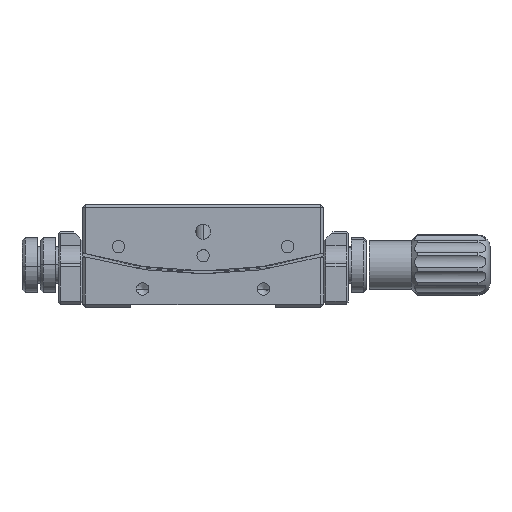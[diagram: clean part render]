
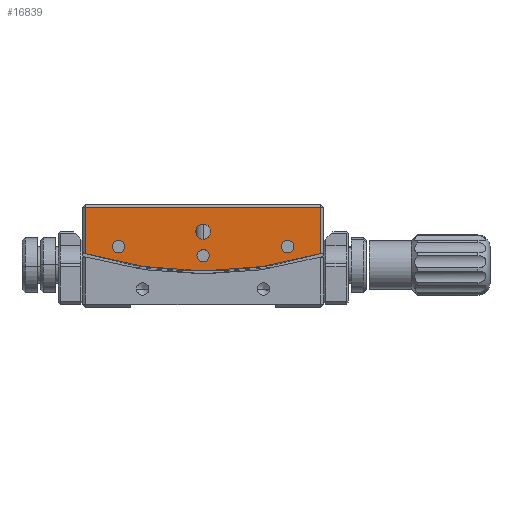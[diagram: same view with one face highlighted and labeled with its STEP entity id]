
A CAD part, top view. The second image highlights one B-rep face of the part: STEP entity #16839.
In plain terms, the highlighted planar face has unit normal (0, 0, 1).
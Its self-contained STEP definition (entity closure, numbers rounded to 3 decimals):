
#1630 = FACE_BOUND ( 'NONE', #34231, .T. ) ;
#2101 = CIRCLE ( 'NONE', #48143, 1.025 ) ;
#2625 = DIRECTION ( 'NONE',  ( 1., 0., 0. ) ) ;
#3433 = EDGE_LOOP ( 'NONE', ( #15876, #25331 ) ) ;
#3641 = CARTESIAN_POINT ( 'NONE',  ( 0., 22.1, 20. ) ) ;
#3938 = CARTESIAN_POINT ( 'NONE',  ( 0., 87.6, 20. ) ) ;
#4044 = VERTEX_POINT ( 'NONE', #38034 ) ;
#4268 = ORIENTED_EDGE ( 'NONE', *, *, #6536, .T. ) ;
#4355 = VERTEX_POINT ( 'NONE', #62253 ) ;
#6536 = EDGE_CURVE ( 'NONE', #67536, #30197, #67861, .T. ) ;
#7426 = EDGE_CURVE ( 'NONE', #4044, #12066, #20378, .T. ) ;
#7690 = CARTESIAN_POINT ( 'NONE',  ( -20., 30.6, 20. ) ) ;
#7867 = CARTESIAN_POINT ( 'NONE',  ( 12.975, 23.613, 20. ) ) ;
#7899 = FACE_BOUND ( 'NONE', #72526, .T. ) ;
#8389 = DIRECTION ( 'NONE',  ( 1., 0., 0. ) ) ;
#9334 = CARTESIAN_POINT ( 'NONE',  ( 14., 23.613, 20. ) ) ;
#9884 = EDGE_CURVE ( 'NONE', #15490, #62819, #33972, .T. ) ;
#10092 = DIRECTION ( 'NONE',  ( 1., 0., 0. ) ) ;
#10422 = AXIS2_PLACEMENT_3D ( 'NONE', #49504, #35399, #42158 ) ;
#10428 = ORIENTED_EDGE ( 'NONE', *, *, #36799, .T. ) ;
#11471 = DIRECTION ( 'NONE',  ( 0., 0., 1. ) ) ;
#12066 = VERTEX_POINT ( 'NONE', #68022 ) ;
#13112 = EDGE_LOOP ( 'NONE', ( #81064, #84070, #10428, #4268 ) ) ;
#13335 = AXIS2_PLACEMENT_3D ( 'NONE', #7690, #48137, #48721 ) ;
#14908 = EDGE_CURVE ( 'NONE', #12066, #4044, #73682, .T. ) ;
#15490 = VERTEX_POINT ( 'NONE', #59918 ) ;
#15673 = AXIS2_PLACEMENT_3D ( 'NONE', #69445, #23075, #35978 ) ;
#15876 = ORIENTED_EDGE ( 'NONE', *, *, #59916, .F. ) ;
#16527 = CIRCLE ( 'NONE', #10422, 1.025 ) ;
#16839 = ADVANCED_FACE ( 'NONE', ( #68720, #7899, #55055, #1630, #52964 ), #81273, .F. ) ;
#17448 = DIRECTION ( 'NONE',  ( 0., -1., 0. ) ) ;
#17692 = VECTOR ( 'NONE', #86584, 1000. ) ;
#18868 = ORIENTED_EDGE ( 'NONE', *, *, #7426, .F. ) ;
#18881 = CARTESIAN_POINT ( 'NONE',  ( -20., 30.1, 20. ) ) ;
#19311 = CARTESIAN_POINT ( 'NONE',  ( 15.025, 23.613, 20. ) ) ;
#20008 = EDGE_CURVE ( 'NONE', #62819, #15490, #63137, .T. ) ;
#20378 = CIRCLE ( 'NONE', #35085, 1.25 ) ;
#20481 = ORIENTED_EDGE ( 'NONE', *, *, #14908, .F. ) ;
#20860 = EDGE_CURVE ( 'NONE', #4355, #50168, #67468, .T. ) ;
#22876 = LINE ( 'NONE', #18881, #17692 ) ;
#23075 = DIRECTION ( 'NONE',  ( 0., 0., 1. ) ) ;
#25331 = ORIENTED_EDGE ( 'NONE', *, *, #35136, .F. ) ;
#29140 = ORIENTED_EDGE ( 'NONE', *, *, #69877, .F. ) ;
#30197 = VERTEX_POINT ( 'NONE', #38340 ) ;
#30925 = CARTESIAN_POINT ( 'NONE',  ( 19.5, 30.1, 20. ) ) ;
#32520 = AXIS2_PLACEMENT_3D ( 'NONE', #3641, #57255, #64010 ) ;
#33972 = CIRCLE ( 'NONE', #44378, 1.025 ) ;
#34231 = EDGE_LOOP ( 'NONE', ( #20481, #18868 ) ) ;
#34632 = CARTESIAN_POINT ( 'NONE',  ( 1.025, 22.1, 20. ) ) ;
#35085 = AXIS2_PLACEMENT_3D ( 'NONE', #69361, #68478, #8389 ) ;
#35136 = EDGE_CURVE ( 'NONE', #71987, #68482, #58168, .T. ) ;
#35399 = DIRECTION ( 'NONE',  ( 0., 0., 1. ) ) ;
#35969 = DIRECTION ( 'NONE',  ( 0., 0., 1. ) ) ;
#35978 = DIRECTION ( 'NONE',  ( 1., 0., 0. ) ) ;
#36607 = CARTESIAN_POINT ( 'NONE',  ( -14., 23.613, 20. ) ) ;
#36799 = EDGE_CURVE ( 'NONE', #50168, #67536, #22876, .T. ) ;
#37934 = EDGE_LOOP ( 'NONE', ( #29140, #72815 ) ) ;
#38034 = CARTESIAN_POINT ( 'NONE',  ( -1.25, 26.1, 20. ) ) ;
#38340 = CARTESIAN_POINT ( 'NONE',  ( -19.5, 22.456, 20. ) ) ;
#42158 = DIRECTION ( 'NONE',  ( 1., 0., 0. ) ) ;
#42801 = DIRECTION ( 'NONE',  ( 1., 0., 0. ) ) ;
#43449 = CIRCLE ( 'NONE', #15673, 1.025 ) ;
#43569 = CARTESIAN_POINT ( 'NONE',  ( -19.5, 30.6, 20. ) ) ;
#43791 = EDGE_CURVE ( 'NONE', #30197, #4355, #54174, .T. ) ;
#44378 = AXIS2_PLACEMENT_3D ( 'NONE', #65110, #11471, #58345 ) ;
#47356 = AXIS2_PLACEMENT_3D ( 'NONE', #70942, #71496, #65324 ) ;
#48137 = DIRECTION ( 'NONE',  ( 0., 0., -1. ) ) ;
#48143 = AXIS2_PLACEMENT_3D ( 'NONE', #9334, #35969, #2625 ) ;
#48328 = ORIENTED_EDGE ( 'NONE', *, *, #9884, .F. ) ;
#48721 = DIRECTION ( 'NONE',  ( -1., 0., 0. ) ) ;
#49504 = CARTESIAN_POINT ( 'NONE',  ( 14., 23.613, 20. ) ) ;
#49658 = VECTOR ( 'NONE', #86580, 1000. ) ;
#50168 = VERTEX_POINT ( 'NONE', #30925 ) ;
#52964 = FACE_OUTER_BOUND ( 'NONE', #13112, .T. ) ;
#54174 = CIRCLE ( 'NONE', #65297, 68. ) ;
#54221 = VECTOR ( 'NONE', #17448, 1000. ) ;
#55055 = FACE_BOUND ( 'NONE', #37934, .T. ) ;
#55419 = CARTESIAN_POINT ( 'NONE',  ( -1.025, 22.1, 20. ) ) ;
#55983 = DIRECTION ( 'NONE',  ( 0., 0., 1. ) ) ;
#57255 = DIRECTION ( 'NONE',  ( 0., 0., 1. ) ) ;
#57495 = ORIENTED_EDGE ( 'NONE', *, *, #20008, .F. ) ;
#58168 = CIRCLE ( 'NONE', #32520, 1.025 ) ;
#58345 = DIRECTION ( 'NONE',  ( 1., 0., 0. ) ) ;
#59853 = CARTESIAN_POINT ( 'NONE',  ( -19.5, 30.1, 20. ) ) ;
#59916 = EDGE_CURVE ( 'NONE', #68482, #71987, #43449, .T. ) ;
#59918 = CARTESIAN_POINT ( 'NONE',  ( -12.975, 23.613, 20. ) ) ;
#62253 = CARTESIAN_POINT ( 'NONE',  ( 19.5, 22.456, 20. ) ) ;
#62819 = VERTEX_POINT ( 'NONE', #69636 ) ;
#63137 = CIRCLE ( 'NONE', #83714, 1.025 ) ;
#64010 = DIRECTION ( 'NONE',  ( 1., 0., 0. ) ) ;
#64959 = CARTESIAN_POINT ( 'NONE',  ( 19.5, 30.6, 20. ) ) ;
#65110 = CARTESIAN_POINT ( 'NONE',  ( -14., 23.613, 20. ) ) ;
#65297 = AXIS2_PLACEMENT_3D ( 'NONE', #3938, #70784, #10092 ) ;
#65324 = DIRECTION ( 'NONE',  ( 1., 0., 0. ) ) ;
#67468 = LINE ( 'NONE', #64959, #49658 ) ;
#67536 = VERTEX_POINT ( 'NONE', #59853 ) ;
#67861 = LINE ( 'NONE', #43569, #54221 ) ;
#68022 = CARTESIAN_POINT ( 'NONE',  ( 1.25, 26.1, 20. ) ) ;
#68184 = VERTEX_POINT ( 'NONE', #7867 ) ;
#68478 = DIRECTION ( 'NONE',  ( 0., 0., 1. ) ) ;
#68482 = VERTEX_POINT ( 'NONE', #34632 ) ;
#68720 = FACE_BOUND ( 'NONE', #3433, .T. ) ;
#68937 = VERTEX_POINT ( 'NONE', #19311 ) ;
#69086 = EDGE_CURVE ( 'NONE', #68184, #68937, #16527, .T. ) ;
#69361 = CARTESIAN_POINT ( 'NONE',  ( 0., 26.1, 20. ) ) ;
#69445 = CARTESIAN_POINT ( 'NONE',  ( 0., 22.1, 20. ) ) ;
#69636 = CARTESIAN_POINT ( 'NONE',  ( -15.025, 23.613, 20. ) ) ;
#69877 = EDGE_CURVE ( 'NONE', #68937, #68184, #2101, .T. ) ;
#70784 = DIRECTION ( 'NONE',  ( 0., 0., 1. ) ) ;
#70942 = CARTESIAN_POINT ( 'NONE',  ( 0., 26.1, 20. ) ) ;
#71496 = DIRECTION ( 'NONE',  ( 0., 0., 1. ) ) ;
#71987 = VERTEX_POINT ( 'NONE', #55419 ) ;
#72526 = EDGE_LOOP ( 'NONE', ( #48328, #57495 ) ) ;
#72815 = ORIENTED_EDGE ( 'NONE', *, *, #69086, .F. ) ;
#73682 = CIRCLE ( 'NONE', #47356, 1.25 ) ;
#81064 = ORIENTED_EDGE ( 'NONE', *, *, #43791, .T. ) ;
#81273 = PLANE ( 'NONE',  #13335 ) ;
#83714 = AXIS2_PLACEMENT_3D ( 'NONE', #36607, #55983, #42801 ) ;
#84070 = ORIENTED_EDGE ( 'NONE', *, *, #20860, .T. ) ;
#86580 = DIRECTION ( 'NONE',  ( 0., 1., 0. ) ) ;
#86584 = DIRECTION ( 'NONE',  ( -1., 0., 0. ) ) ;
